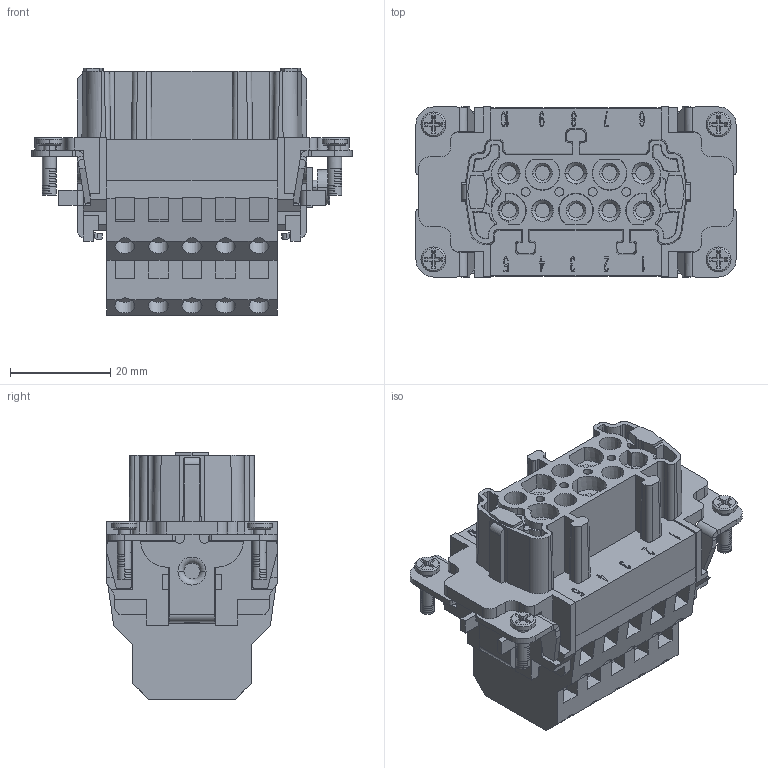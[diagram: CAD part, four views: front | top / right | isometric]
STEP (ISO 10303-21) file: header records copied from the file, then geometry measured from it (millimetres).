
FILE_DESCRIPTION((''),'2;1');
FILE_NAME('MANIFOLD_SOLID_BREP_139','2017-07-27T',('tl.yang'),(''),'PRO/ENGINEER BY PARAMETRIC TECHNOLOGY CORPORATION, 2011500','PRO/ENGINEER BY PARAMETRIC TECHNOLOGY CORPORATION, 2011500','');
FILE_SCHEMA(('CONFIG_CONTROL_DESIGN'));
Products named in the file (1): MANIFOLD_SOLID_BREP_139
Bounding box: 64 x 34 x 49.56 mm (x, y, z)
Volume: 45387.1 mm3; surface area: 20653.4 mm2
Topology: 1 solids, 2 shells, 1958 faces, 5903 edges, 4020 vertices
Faces by surface type: plane 1544, cylinder 262, cone 114, bspline 32, torus 6
Entity records: 68569 total; most frequent: CARTESIAN_POINT 15441, ORIENTED_EDGE 11806, DIRECTION 10005, EDGE_CURVE 5903, VECTOR 4797, LINE 4797, VERTEX_POINT 4020, AXIS2_PLACEMENT_3D 2604
